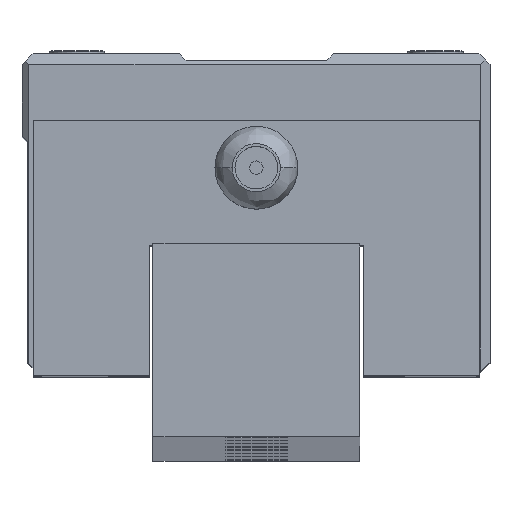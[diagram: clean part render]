
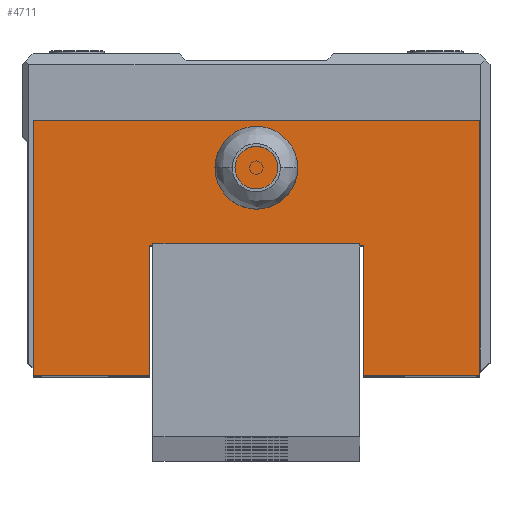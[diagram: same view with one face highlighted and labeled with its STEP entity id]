
A CAD part, top view. The second image highlights one B-rep face of the part: STEP entity #4711.
In plain terms, the highlighted planar face has unit normal (0, 0, 1).
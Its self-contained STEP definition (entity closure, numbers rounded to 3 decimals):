
#3320=DIRECTION('',(-1.,0.,0.));
#3321=VECTOR('',#3320,32.4);
#3322=CARTESIAN_POINT('',(16.2,11.8,28.));
#3323=LINE('',#3322,#3321);
#3324=DIRECTION('',(0.,1.,0.));
#3325=VECTOR('',#3324,18.5);
#3326=CARTESIAN_POINT('',(16.2,-6.7,28.));
#3327=LINE('',#3326,#3325);
#3328=DIRECTION('',(1.,0.,0.));
#3329=VECTOR('',#3328,8.45);
#3330=CARTESIAN_POINT('',(7.75,-6.7,28.));
#3331=LINE('',#3330,#3329);
#3332=DIRECTION('',(0.,-1.,0.));
#3333=VECTOR('',#3332,9.5);
#3334=CARTESIAN_POINT('',(7.75,2.8,28.));
#3335=LINE('',#3334,#3333);
#3336=DIRECTION('',(1.,0.,0.));
#3337=VECTOR('',#3336,15.5);
#3338=CARTESIAN_POINT('',(-7.75,2.8,28.));
#3339=LINE('',#3338,#3337);
#3340=DIRECTION('',(0.,1.,0.));
#3341=VECTOR('',#3340,9.5);
#3342=CARTESIAN_POINT('',(-7.75,-6.7,28.));
#3343=LINE('',#3342,#3341);
#3344=DIRECTION('',(1.,0.,0.));
#3345=VECTOR('',#3344,8.45);
#3346=CARTESIAN_POINT('',(-16.2,-6.7,28.));
#3347=LINE('',#3346,#3345);
#3348=DIRECTION('',(0.,-1.,0.));
#3349=VECTOR('',#3348,18.5);
#3350=CARTESIAN_POINT('',(-16.2,11.8,28.));
#3351=LINE('',#3350,#3349);
#3760=CARTESIAN_POINT('',(16.2,11.8,28.));
#3761=CARTESIAN_POINT('',(-16.2,11.8,28.));
#3762=VERTEX_POINT('',#3760);
#3763=VERTEX_POINT('',#3761);
#3764=CARTESIAN_POINT('',(-16.2,-6.7,28.));
#3765=VERTEX_POINT('',#3764);
#3766=CARTESIAN_POINT('',(-7.75,-6.7,28.));
#3767=VERTEX_POINT('',#3766);
#3768=CARTESIAN_POINT('',(-7.75,2.8,28.));
#3769=VERTEX_POINT('',#3768);
#3770=CARTESIAN_POINT('',(7.75,2.8,28.));
#3771=VERTEX_POINT('',#3770);
#3772=CARTESIAN_POINT('',(7.75,-6.7,28.));
#3773=VERTEX_POINT('',#3772);
#3774=CARTESIAN_POINT('',(16.2,-6.7,28.));
#3775=VERTEX_POINT('',#3774);
#4694=CARTESIAN_POINT('',(0.,0.,28.));
#4695=DIRECTION('',(0.,0.,1.));
#4696=DIRECTION('',(1.,0.,0.));
#4697=AXIS2_PLACEMENT_3D('',#4694,#4695,#4696);
#4698=PLANE('',#4697);
#4699=ORIENTED_EDGE('',*,*,#4090,.F.);
#4700=ORIENTED_EDGE('',*,*,#4107,.F.);
#4701=ORIENTED_EDGE('',*,*,#4504,.F.);
#4702=ORIENTED_EDGE('',*,*,#4440,.F.);
#4704=ORIENTED_EDGE('',*,*,#4703,.F.);
#4705=ORIENTED_EDGE('',*,*,#4397,.F.);
#4706=ORIENTED_EDGE('',*,*,#4335,.F.);
#4708=ORIENTED_EDGE('',*,*,#4707,.F.);
#4709=EDGE_LOOP('',(#4699,#4700,#4701,#4702,#4704,#4705,#4706,#4708));
#4710=FACE_OUTER_BOUND('',#4709,.F.);
#4711=ADVANCED_FACE('',(#4710),#4698,.T.);
#4090=EDGE_CURVE('',#3762,#3763,#3323,.T.);
#4107=EDGE_CURVE('',#3775,#3762,#3327,.T.);
#4335=EDGE_CURVE('',#3765,#3767,#3347,.T.);
#4397=EDGE_CURVE('',#3767,#3769,#3343,.T.);
#4440=EDGE_CURVE('',#3771,#3773,#3335,.T.);
#4504=EDGE_CURVE('',#3773,#3775,#3331,.T.);
#4703=EDGE_CURVE('',#3769,#3771,#3339,.T.);
#4707=EDGE_CURVE('',#3763,#3765,#3351,.T.);
